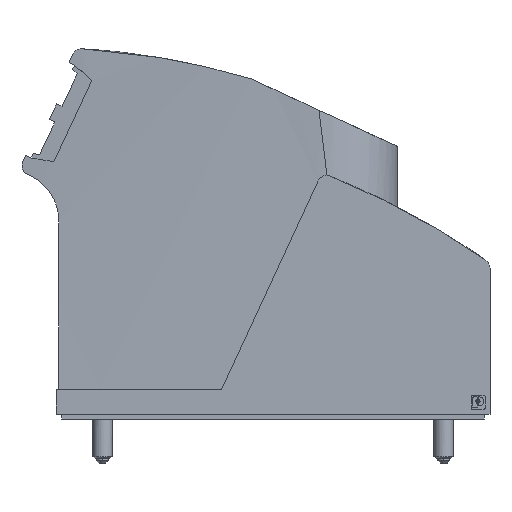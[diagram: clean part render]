
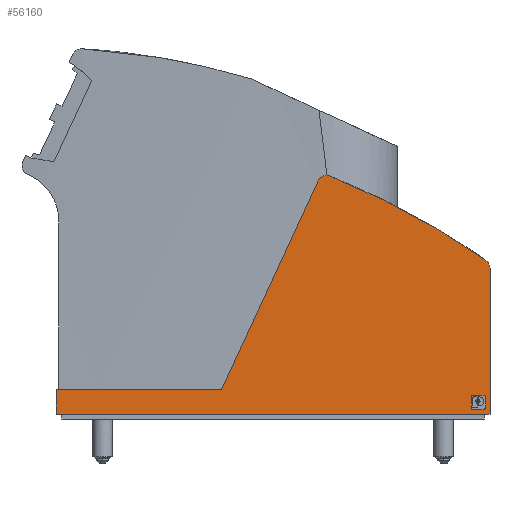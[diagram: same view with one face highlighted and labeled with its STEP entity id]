
A CAD part, left-side view. The second image highlights one B-rep face of the part: STEP entity #56160.
In plain terms, the highlighted face is planar.
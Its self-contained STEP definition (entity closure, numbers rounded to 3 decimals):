
#28290=CARTESIAN_POINT('',(4.52,-34.812,
2.007));
#28300=VERTEX_POINT('',#28290);
#28330=CARTESIAN_POINT('',(0.,-34.812,2.007));
#28340=DIRECTION('',(-1.,0.,0.));
#28350=VECTOR('',#28340,1.);
#28360=LINE('',#28330,#28350);
#28370=CARTESIAN_POINT('',(-29.405,-34.812,
2.007));
#28380=VERTEX_POINT('',#28370);
#28390=EDGE_CURVE('',#28300,#28380,#28360,.T.);
#28660=CARTESIAN_POINT('',(24.3,7.969,
2.007));
#28670=VERTEX_POINT('',#28660);
#28700=CARTESIAN_POINT('',(20.616,0.,2.007));
#28710=DIRECTION('',(0.42,0.908,0.));
#28720=VECTOR('',#28710,1.);
#28730=LINE('',#28700,#28720);
#28740=EDGE_CURVE('',#28300,#28670,#28730,.T.);
#28940=CARTESIAN_POINT('',(-29.405,0.,2.007));
#28950=DIRECTION('',(0.,1.,0.));
#28960=VECTOR('',#28950,1.);
#28970=LINE('',#28940,#28960);
#28980=CARTESIAN_POINT('',(-29.405,-39.812,
2.007));
#28990=VERTEX_POINT('',#28980);
#29000=EDGE_CURVE('',#28990,#28380,#28970,.T.);
#29660=CARTESIAN_POINT('',(0.,-39.812,2.007));
#29670=DIRECTION('',(-1.,0.,0.));
#29680=VECTOR('',#29670,1.);
#29690=LINE('',#29660,#29680);
#29700=CARTESIAN_POINT('',(59.595,-39.812,
2.007));
#29710=VERTEX_POINT('',#29700);
#29720=EDGE_CURVE('',#29710,#28990,#29690,.T.);
#34310=CARTESIAN_POINT('',(59.595,-9.856,
2.007));
#34320=VERTEX_POINT('',#34310);
#34420=CARTESIAN_POINT('',(59.595,0.,2.007));
#34430=DIRECTION('',(0.,-1.,0.));
#34440=VECTOR('',#34430,1.);
#34450=LINE('',#34420,#34440);
#34460=EDGE_CURVE('',#34320,#29710,#34450,.T.);
#34630=CARTESIAN_POINT('',(57.595,-9.856,
2.007));
#34640=DIRECTION('',(0.,0.,1.));
#34650=DIRECTION('',(1.,0.,0.));
#34660=AXIS2_PLACEMENT_3D('',#34630,#34640,#34650);
#34670=CIRCLE('',#34660,2.);
#34680=CARTESIAN_POINT('',(58.732,-8.211,
2.007));
#34690=VERTEX_POINT('',#34680);
#34700=EDGE_CURVE('',#34320,#34690,#34670,.T.);
#40840=CARTESIAN_POINT('',(-35.079,-143.948,
2.007));
#40850=DIRECTION('',(0.,0.,1.));
#40860=DIRECTION('',(1.,0.,0.));
#40870=AXIS2_PLACEMENT_3D('',#40840,#40850,#40860);
#40880=CIRCLE('',#40870,165.);
#40890=CARTESIAN_POINT('',(26.866,8.983,
2.007));
#40900=VERTEX_POINT('',#40890);
#40910=EDGE_CURVE('',#34690,#40900,#40880,.T.);
#55110=CARTESIAN_POINT('',(26.115,7.129,
2.007));
#55120=DIRECTION('',(0.,0.,1.));
#55130=DIRECTION('',(1.,0.,0.));
#55140=AXIS2_PLACEMENT_3D('',#55110,#55120,#55130);
#55150=CIRCLE('',#55140,2.);
#55160=EDGE_CURVE('',#40900,#28670,#55150,.T.);
#55310=CARTESIAN_POINT('',(35.615,-16.192,
2.007));
#55320=DIRECTION('',(0.,0.,1.));
#55330=DIRECTION('',(-1.,0.,0.));
#55340=AXIS2_PLACEMENT_3D('',#55310,#55320,#55330);
#55350=PLANE('',#55340);
#55360=ORIENTED_EDGE('',*,*,#28740,.F.);
#55370=ORIENTED_EDGE('',*,*,#55160,.T.);
#55380=ORIENTED_EDGE('',*,*,#40910,.T.);
#55390=ORIENTED_EDGE('',*,*,#34700,.T.);
#55400=ORIENTED_EDGE('',*,*,#34460,.F.);
#55410=ORIENTED_EDGE('',*,*,#29720,.F.);
#55420=ORIENTED_EDGE('',*,*,#29000,.F.);
#55430=ORIENTED_EDGE('',*,*,#28390,.T.);
#55440=EDGE_LOOP('',(#55430,#55420,#55410,#55400,#55390,#55380,#55370,
#55360));
#55450=FACE_OUTER_BOUND('',#55440,.T.);
#55460=CARTESIAN_POINT('',(55.945,-38.611,
2.007));
#55470=DIRECTION('',(0.,0.,1.));
#55480=DIRECTION('',(1.,0.,0.));
#55490=AXIS2_PLACEMENT_3D('',#55460,#55470,#55480);
#55500=CIRCLE('',#55490,0.2);
#55510=CARTESIAN_POINT('',(55.745,-38.611,
2.007));
#55520=VERTEX_POINT('',#55510);
#55530=CARTESIAN_POINT('',(55.945,-38.812,
2.007));
#55540=VERTEX_POINT('',#55530);
#55550=EDGE_CURVE('',#55520,#55540,#55500,.T.);
#55560=ORIENTED_EDGE('',*,*,#55550,.F.);
#55570=CARTESIAN_POINT('',(0.,-38.812,2.007));
#55580=DIRECTION('',(1.,0.,0.));
#55590=VECTOR('',#55580,1.);
#55600=LINE('',#55570,#55590);
#55610=CARTESIAN_POINT('',(58.395,-38.812,
2.007));
#55620=VERTEX_POINT('',#55610);
#55630=EDGE_CURVE('',#55540,#55620,#55600,.T.);
#55640=ORIENTED_EDGE('',*,*,#55630,.F.);
#55650=CARTESIAN_POINT('',(58.395,-38.611,
2.007));
#55660=DIRECTION('',(0.,0.,1.));
#55670=DIRECTION('',(1.,0.,0.));
#55680=AXIS2_PLACEMENT_3D('',#55650,#55660,#55670);
#55690=CIRCLE('',#55680,0.2);
#55700=CARTESIAN_POINT('',(58.595,-38.611,
2.007));
#55710=VERTEX_POINT('',#55700);
#55720=EDGE_CURVE('',#55620,#55710,#55690,.T.);
#55730=ORIENTED_EDGE('',*,*,#55720,.F.);
#55740=CARTESIAN_POINT('',(58.595,0.,2.007));
#55750=DIRECTION('',(0.,1.,0.));
#55760=VECTOR('',#55750,1.);
#55770=LINE('',#55740,#55760);
#55780=CARTESIAN_POINT('',(58.595,-36.162,
2.007));
#55790=VERTEX_POINT('',#55780);
#55800=EDGE_CURVE('',#55710,#55790,#55770,.T.);
#55810=ORIENTED_EDGE('',*,*,#55800,.F.);
#55820=CARTESIAN_POINT('',(58.395,-36.162,
2.007));
#55830=DIRECTION('',(0.,0.,1.));
#55840=DIRECTION('',(1.,0.,0.));
#55850=AXIS2_PLACEMENT_3D('',#55820,#55830,#55840);
#55860=CIRCLE('',#55850,0.2);
#55870=CARTESIAN_POINT('',(58.395,-35.962,
2.007));
#55880=VERTEX_POINT('',#55870);
#55890=EDGE_CURVE('',#55790,#55880,#55860,.T.);
#55900=ORIENTED_EDGE('',*,*,#55890,.F.);
#55910=CARTESIAN_POINT('',(0.,-35.962,2.007));
#55920=DIRECTION('',(-1.,0.,0.));
#55930=VECTOR('',#55920,1.);
#55940=LINE('',#55910,#55930);
#55950=CARTESIAN_POINT('',(55.945,-35.962,
2.007));
#55960=VERTEX_POINT('',#55950);
#55970=EDGE_CURVE('',#55880,#55960,#55940,.T.);
#55980=ORIENTED_EDGE('',*,*,#55970,.F.);
#55990=CARTESIAN_POINT('',(55.945,-36.162,
2.007));
#56000=DIRECTION('',(0.,0.,1.));
#56010=DIRECTION('',(1.,0.,0.));
#56020=AXIS2_PLACEMENT_3D('',#55990,#56000,#56010);
#56030=CIRCLE('',#56020,0.2);
#56040=CARTESIAN_POINT('',(55.745,-36.162,
2.007));
#56050=VERTEX_POINT('',#56040);
#56060=EDGE_CURVE('',#55960,#56050,#56030,.T.);
#56070=ORIENTED_EDGE('',*,*,#56060,.F.);
#56080=CARTESIAN_POINT('',(55.745,0.,2.007));
#56090=DIRECTION('',(0.,-1.,0.));
#56100=VECTOR('',#56090,1.);
#56110=LINE('',#56080,#56100);
#56120=EDGE_CURVE('',#56050,#55520,#56110,.T.);
#56130=ORIENTED_EDGE('',*,*,#56120,.F.);
#56140=EDGE_LOOP('',(#56130,#56070,#55980,#55900,#55810,#55730,#55640,
#55560));
#56150=FACE_BOUND('',#56140,.T.);
#56160=ADVANCED_FACE('',(#55450,#56150),#55350,.T.);
